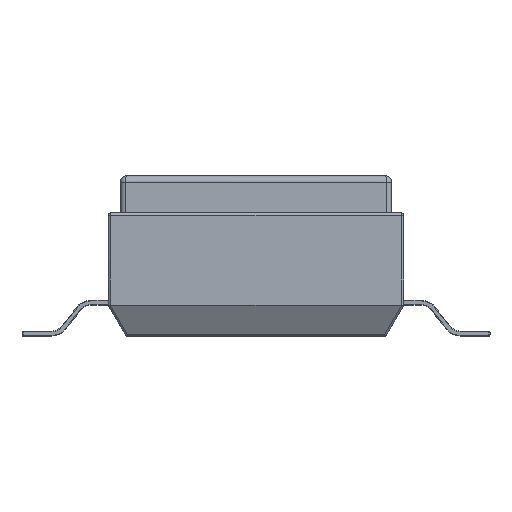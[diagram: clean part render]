
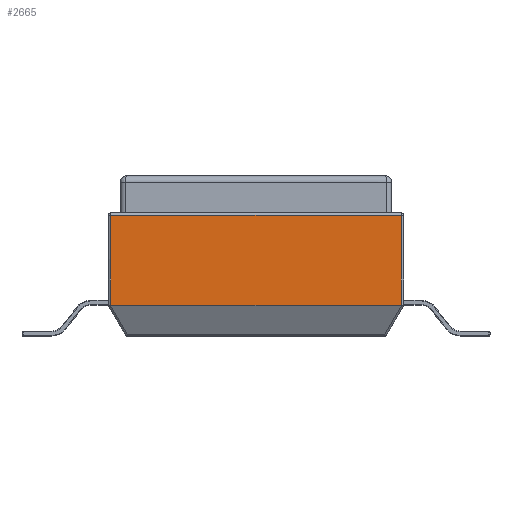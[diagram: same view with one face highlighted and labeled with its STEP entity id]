
A CAD part, front view. The second image highlights one B-rep face of the part: STEP entity #2665.
In plain terms, the highlighted planar face has unit normal (0, -1, 0).
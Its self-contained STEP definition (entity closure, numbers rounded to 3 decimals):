
#210 = ORIENTED_EDGE ( 'NONE', *, *, #17923, .F. ) ;
#340 = VERTEX_POINT ( 'NONE', #2714 ) ;
#1149 = VERTEX_POINT ( 'NONE', #12151 ) ;
#2665 = ADVANCED_FACE ( 'NONE', ( #18141 ), #3337, .F. ) ;
#2714 = CARTESIAN_POINT ( 'NONE',  ( 5.9, -6.25, 1.25 ) ) ;
#3337 = PLANE ( 'NONE',  #4778 ) ;
#3664 = EDGE_CURVE ( 'NONE', #20062, #10480, #18807, .T. ) ;
#3767 = VECTOR ( 'NONE', #7498, 1000. ) ;
#3904 = DIRECTION ( 'NONE',  ( 1., 0., 0. ) ) ;
#3991 = LINE ( 'NONE', #13811, #7467 ) ;
#4148 = DIRECTION ( 'NONE',  ( -1., 0., 0. ) ) ;
#4778 = AXIS2_PLACEMENT_3D ( 'NONE', #5072, #11664, #16606 ) ;
#5072 = CARTESIAN_POINT ( 'NONE',  ( -6., -6.25, 6.5 ) ) ;
#7467 = VECTOR ( 'NONE', #17249, 1000. ) ;
#7498 = DIRECTION ( 'NONE',  ( 0., 0., 1. ) ) ;
#7600 = ORIENTED_EDGE ( 'NONE', *, *, #3664, .F. ) ;
#8208 = VECTOR ( 'NONE', #3904, 1000. ) ;
#8700 = CARTESIAN_POINT ( 'NONE',  ( -6., -6.25, 4.9 ) ) ;
#9816 = CARTESIAN_POINT ( 'NONE',  ( -5.9, -6.25, 1.25 ) ) ;
#10480 = VERTEX_POINT ( 'NONE', #14330 ) ;
#10744 = CARTESIAN_POINT ( 'NONE',  ( -6., -6.25, 1.25 ) ) ;
#11664 = DIRECTION ( 'NONE',  ( 0., 1., 0. ) ) ;
#12151 = CARTESIAN_POINT ( 'NONE',  ( 5.9, -6.25, 4.9 ) ) ;
#13084 = EDGE_LOOP ( 'NONE', ( #16416, #17611, #7600, #210 ) ) ;
#13811 = CARTESIAN_POINT ( 'NONE',  ( 5.9, -6.25, 6.5 ) ) ;
#14330 = CARTESIAN_POINT ( 'NONE',  ( -5.9, -6.25, 4.9 ) ) ;
#16416 = ORIENTED_EDGE ( 'NONE', *, *, #19851, .F. ) ;
#16606 = DIRECTION ( 'NONE',  ( 0., 0., 1. ) ) ;
#17249 = DIRECTION ( 'NONE',  ( 0., 0., -1. ) ) ;
#17611 = ORIENTED_EDGE ( 'NONE', *, *, #18149, .F. ) ;
#17923 = EDGE_CURVE ( 'NONE', #340, #20062, #18941, .T. ) ;
#18141 = FACE_OUTER_BOUND ( 'NONE', #13084, .T. ) ;
#18149 = EDGE_CURVE ( 'NONE', #10480, #1149, #20449, .T. ) ;
#18596 = CARTESIAN_POINT ( 'NONE',  ( -5.9, -6.25, 6.5 ) ) ;
#18807 = LINE ( 'NONE', #18596, #3767 ) ;
#18941 = LINE ( 'NONE', #10744, #19203 ) ;
#19203 = VECTOR ( 'NONE', #4148, 1000. ) ;
#19851 = EDGE_CURVE ( 'NONE', #1149, #340, #3991, .T. ) ;
#20062 = VERTEX_POINT ( 'NONE', #9816 ) ;
#20449 = LINE ( 'NONE', #8700, #8208 ) ;
